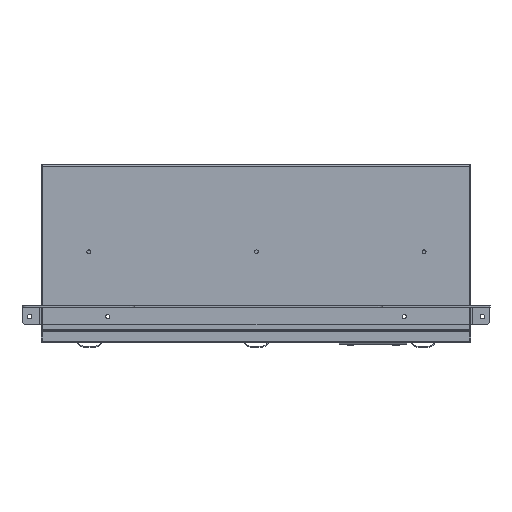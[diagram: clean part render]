
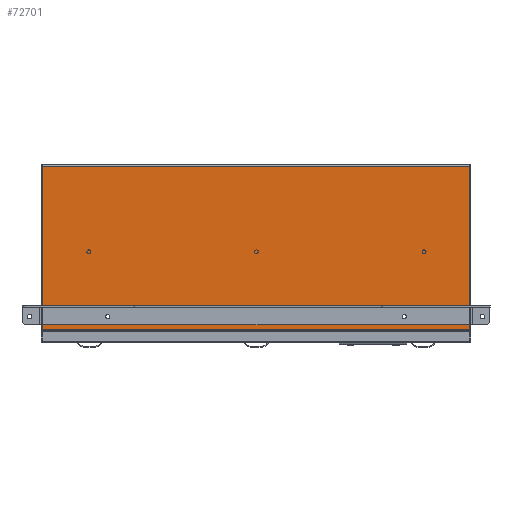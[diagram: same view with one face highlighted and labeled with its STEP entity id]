
A CAD part, front view. The second image highlights one B-rep face of the part: STEP entity #72701.
In plain terms, the highlighted planar face has unit normal (0, -1, 0).
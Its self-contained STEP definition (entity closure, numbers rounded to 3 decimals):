
#349 = ORIENTED_EDGE ( 'NONE', *, *, #70538, .T. ) ;
#634 = DIRECTION ( 'NONE',  ( 0., 0., -1. ) ) ;
#666 = ORIENTED_EDGE ( 'NONE', *, *, #64512, .F. ) ;
#709 = AXIS2_PLACEMENT_3D ( 'NONE', #14256, #1990, #43770 ) ;
#1147 = DIRECTION ( 'NONE',  ( 0., -1., 0. ) ) ;
#1405 = PLANE ( 'NONE',  #47648 ) ;
#1990 = DIRECTION ( 'NONE',  ( 0., -1., 0. ) ) ;
#2668 = VERTEX_POINT ( 'NONE', #41699 ) ;
#2901 = EDGE_CURVE ( 'NONE', #20451, #50243, #41799, .T. ) ;
#5112 = LINE ( 'NONE', #22633, #49006 ) ;
#9048 = DIRECTION ( 'NONE',  ( 0., 0., -1. ) ) ;
#9269 = ORIENTED_EDGE ( 'NONE', *, *, #17870, .F. ) ;
#9298 = EDGE_CURVE ( 'NONE', #62819, #53146, #39801, .T. ) ;
#10156 = EDGE_LOOP ( 'NONE', ( #49568, #23461 ) ) ;
#10580 = DIRECTION ( 'NONE',  ( -1., 0., 0. ) ) ;
#12911 = CIRCLE ( 'NONE', #48135, 2.2 ) ;
#14256 = CARTESIAN_POINT ( 'NONE',  ( 155.5, -375.7, 159.2 ) ) ;
#16407 = CARTESIAN_POINT ( 'NONE',  ( 155.5, -375.7, 161.4 ) ) ;
#17870 = EDGE_CURVE ( 'NONE', #2668, #53146, #56164, .T. ) ;
#20247 = CARTESIAN_POINT ( 'NONE',  ( -224.2, -375.7, 172.5 ) ) ;
#20451 = VERTEX_POINT ( 'NONE', #16407 ) ;
#21311 = CARTESIAN_POINT ( 'NONE',  ( -224.3, -375.7, 1.3 ) ) ;
#21839 = DIRECTION ( 'NONE',  ( -1., 0., 0. ) ) ;
#22028 = VERTEX_POINT ( 'NONE', #28191 ) ;
#22633 = CARTESIAN_POINT ( 'NONE',  ( 224.229, -375.7, 172.5 ) ) ;
#23461 = ORIENTED_EDGE ( 'NONE', *, *, #31707, .F. ) ;
#25850 = FACE_BOUND ( 'NONE', #10156, .T. ) ;
#27306 = CARTESIAN_POINT ( 'NONE',  ( -155.5, -375.7, 159.2 ) ) ;
#27894 = ORIENTED_EDGE ( 'NONE', *, *, #2901, .F. ) ;
#28191 = CARTESIAN_POINT ( 'NONE',  ( 224.2, -375.7, 172.5 ) ) ;
#28314 = ORIENTED_EDGE ( 'NONE', *, *, #52707, .F. ) ;
#29072 = CARTESIAN_POINT ( 'NONE',  ( -155.5, -375.7, 157. ) ) ;
#30410 = CARTESIAN_POINT ( 'NONE',  ( -155.5, -375.7, 159.2 ) ) ;
#31698 = CARTESIAN_POINT ( 'NONE',  ( -224.3, -375.7, 172.6 ) ) ;
#31707 = EDGE_CURVE ( 'NONE', #43552, #53601, #48493, .T. ) ;
#33318 = FACE_BOUND ( 'NONE', #47805, .T. ) ;
#36368 = DIRECTION ( 'NONE',  ( 0., 0., -1. ) ) ;
#36503 = CARTESIAN_POINT ( 'NONE',  ( 155.5, -375.7, 157. ) ) ;
#36574 = VECTOR ( 'NONE', #21839, 1000. ) ;
#37449 = DIRECTION ( 'NONE',  ( 0., 0., 1. ) ) ;
#37933 = LINE ( 'NONE', #54485, #52882 ) ;
#39773 = CIRCLE ( 'NONE', #56367, 2.2 ) ;
#39801 = LINE ( 'NONE', #70384, #46292 ) ;
#39803 = ORIENTED_EDGE ( 'NONE', *, *, #9298, .T. ) ;
#41699 = CARTESIAN_POINT ( 'NONE',  ( 224.2, -375.7, 1.3 ) ) ;
#41799 = CIRCLE ( 'NONE', #709, 2.2 ) ;
#42373 = DIRECTION ( 'NONE',  ( 0., -1., 0. ) ) ;
#42670 = FACE_OUTER_BOUND ( 'NONE', #68691, .T. ) ;
#43192 = DIRECTION ( 'NONE',  ( 0., 1., 0. ) ) ;
#43552 = VERTEX_POINT ( 'NONE', #58298 ) ;
#43770 = DIRECTION ( 'NONE',  ( 0., 0., -1. ) ) ;
#46292 = VECTOR ( 'NONE', #70630, 1000. ) ;
#47648 = AXIS2_PLACEMENT_3D ( 'NONE', #31698, #43192, #37449 ) ;
#47805 = EDGE_LOOP ( 'NONE', ( #28314, #27894 ) ) ;
#48135 = AXIS2_PLACEMENT_3D ( 'NONE', #60363, #42373, #36368 ) ;
#48493 = CIRCLE ( 'NONE', #61689, 2.2 ) ;
#48736 = DIRECTION ( 'NONE',  ( 0., 0., -1. ) ) ;
#49006 = VECTOR ( 'NONE', #10580, 1000. ) ;
#49568 = ORIENTED_EDGE ( 'NONE', *, *, #64840, .F. ) ;
#50243 = VERTEX_POINT ( 'NONE', #36503 ) ;
#52707 = EDGE_CURVE ( 'NONE', #50243, #20451, #12911, .T. ) ;
#52882 = VECTOR ( 'NONE', #48736, 1000. ) ;
#53146 = VERTEX_POINT ( 'NONE', #53651 ) ;
#53601 = VERTEX_POINT ( 'NONE', #29072 ) ;
#53651 = CARTESIAN_POINT ( 'NONE',  ( -224.2, -375.7, 1.3 ) ) ;
#54485 = CARTESIAN_POINT ( 'NONE',  ( 224.2, -375.7, 172.6 ) ) ;
#56164 = LINE ( 'NONE', #21311, #36574 ) ;
#56367 = AXIS2_PLACEMENT_3D ( 'NONE', #27306, #69296, #9048 ) ;
#58298 = CARTESIAN_POINT ( 'NONE',  ( -155.5, -375.7, 161.4 ) ) ;
#60363 = CARTESIAN_POINT ( 'NONE',  ( 155.5, -375.7, 159.2 ) ) ;
#61689 = AXIS2_PLACEMENT_3D ( 'NONE', #30410, #1147, #634 ) ;
#62819 = VERTEX_POINT ( 'NONE', #20247 ) ;
#64512 = EDGE_CURVE ( 'NONE', #22028, #2668, #37933, .T. ) ;
#64840 = EDGE_CURVE ( 'NONE', #53601, #43552, #39773, .T. ) ;
#68691 = EDGE_LOOP ( 'NONE', ( #349, #39803, #9269, #666 ) ) ;
#69296 = DIRECTION ( 'NONE',  ( 0., -1., 0. ) ) ;
#70384 = CARTESIAN_POINT ( 'NONE',  ( -224.2, -375.7, 172.6 ) ) ;
#70538 = EDGE_CURVE ( 'NONE', #22028, #62819, #5112, .T. ) ;
#70630 = DIRECTION ( 'NONE',  ( 0., 0., -1. ) ) ;
#72701 = ADVANCED_FACE ( 'NONE', ( #25850, #33318, #42670 ), #1405, .F. ) ;
